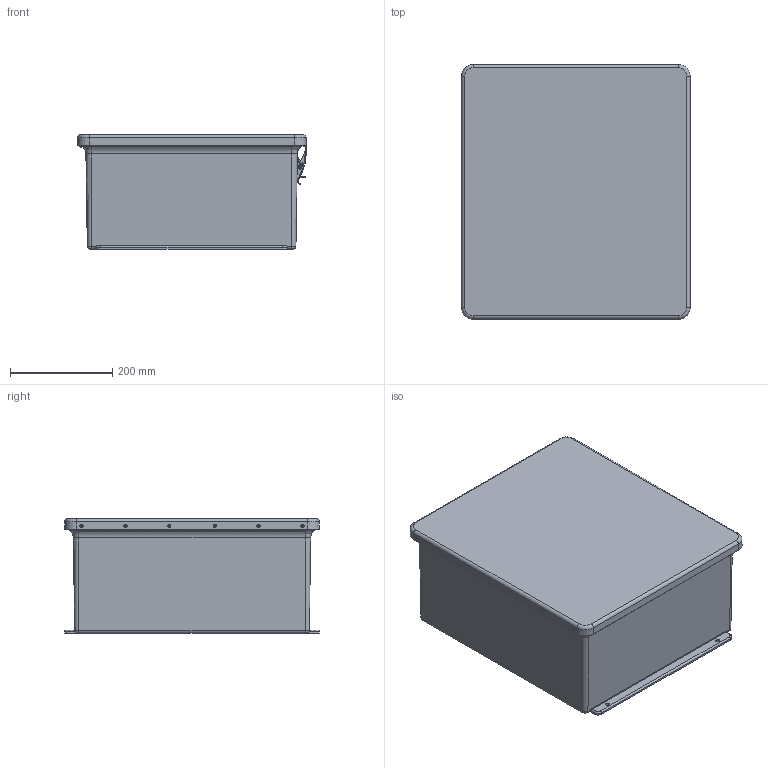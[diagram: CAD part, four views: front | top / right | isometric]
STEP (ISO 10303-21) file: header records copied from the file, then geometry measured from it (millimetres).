
FILE_DESCRIPTION(/* description */ (''),/* implementation_level */ '2;1');
FILE_NAME(/* name */ 'HW-WHJ181608CHQR.stp',/* time_stamp */ '2014-04-08T08:23:06-05:00',/* author */ ('jtigges'),/* organization */ (''),/* preprocessor_version */ 'ST-DEVELOPER v15.2',/* originating_system */ 'Autodesk Inventor 2014',/* authorisation */ '');
FILE_SCHEMA (('AUTOMOTIVE_DESIGN { 1 0 10303 214 3 1 1 }'));
Length unit declared in the file: inch
Products named in the file (24): J1816HL_2; RMINS45821P_79; RMINS45821P_80; RMINS45821P_81; RMINS45821P_82; J1816BHL; RMHINGCOV17; RMHINGPIN17; RMHINGBOX17; RMHING17; J1816HLCVR; GASKET_1816; WP1816HLU; RMRIV43; RMRIV44; RMKEEPSSL; Anchor Plate; Locking Layer; Hook blade; Hinge Pin_Lower; Hinge Pin_Upper; RMLATPLSSL; WH-J1816HPL_STP
Bounding box: 449.74 x 498.48 x 224.17 mm (x, y, z)
Volume: 4265297.4 mm3; surface area: 1761726.6 mm2
Topology: 42 solids, 42 shells, 1133 faces, 2915 edges, 1907 vertices
Faces by surface type: plane 509, cylinder 473, torus 68, cone 43, bspline 40
Full cylindrical faces by diameter (mm): 2.159 x71, 2.64 x8, 3.048 x2, 3.175 x20, 3.302 x4, 3.327 x12, 3.429 x18, 3.556 x24, 3.861 x5, 3.962 x7, 4.306 x4, 5.537 x4, 6.35 x12, 6.858 x4, 7.62 x4, 9.525 x2
Entity records: 28262 total; most frequent: CARTESIAN_POINT 6282, DIRECTION 4645, ORIENTED_EDGE 4140, EDGE_CURVE 2070, AXIS2_PLACEMENT_3D 1735, VERTEX_POINT 1439, EDGE_LOOP 1269, LINE 1175
